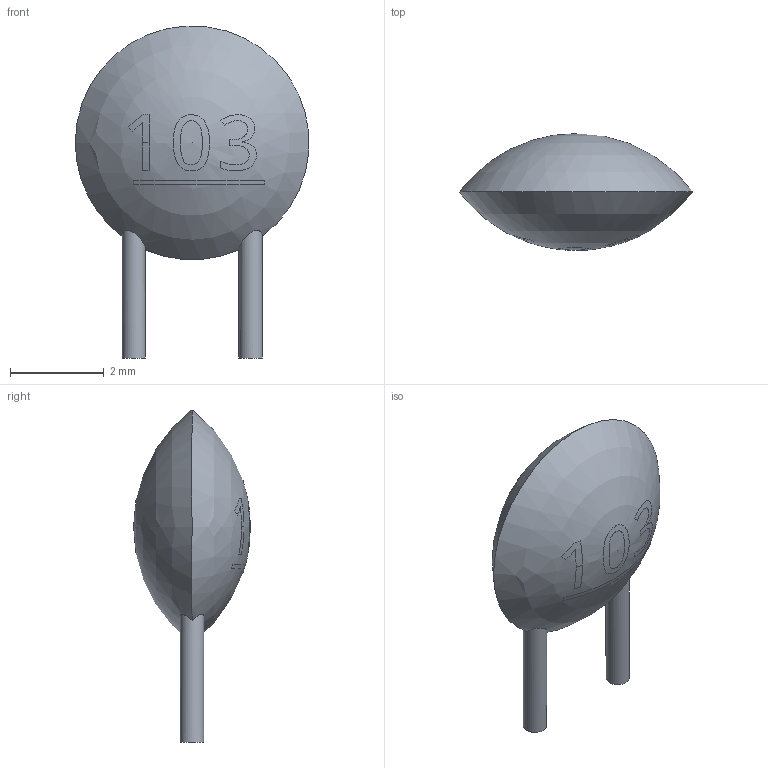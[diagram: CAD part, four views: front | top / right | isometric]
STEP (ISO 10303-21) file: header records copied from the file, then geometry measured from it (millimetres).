
FILE_DESCRIPTION(('FreeCAD Model'),'2;1');
FILE_NAME('Open CASCADE Shape Model','2021-08-20T15:13:32',( 'kicad StepUp'),('ksu MCAD'),'Open CASCADE STEP processor 7.4', 'FreeCAD','Unknown');
FILE_SCHEMA(('CONFIG_CONTROL_DESIGN','SHAPE_APPEARANCE_LAYER_MIM'));
Length unit declared in the file: millimetre
Products named in the file (1): C_Disc_D50mm_W25mm_P250mm001
Bounding box: 4.99 x 2.5 x 7.1 mm (x, y, z)
Volume: 27.6 mm3; surface area: 57 mm2
Topology: 1 solids, 1 shells, 12 faces, 75 edges, 65 vertices
Faces by surface type: sphere 8, plane 2, cylinder 2
Full cylindrical faces by diameter (mm): 0.5 x2
Entity records: 1461 total; most frequent: CARTESIAN_POINT 776, ORIENTED_EDGE 146, DIRECTION 88, EDGE_CURVE 73, VERTEX_POINT 65, AXIS2_PLACEMENT_3D 43, B_SPLINE_CURVE_WITH_KNOTS 41, CIRCLE 30
